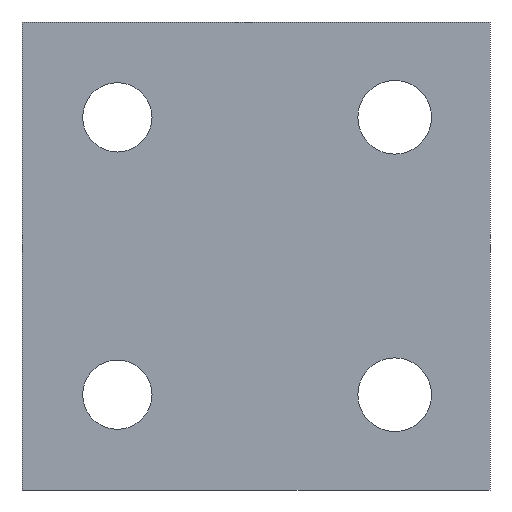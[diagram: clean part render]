
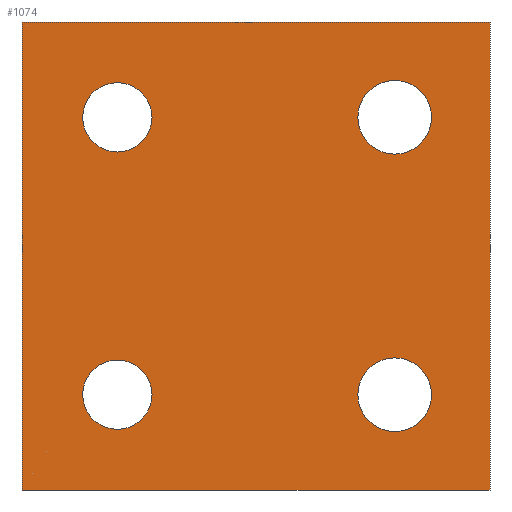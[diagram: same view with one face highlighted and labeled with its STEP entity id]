
A CAD part, front view. The second image highlights one B-rep face of the part: STEP entity #1074.
In plain terms, the highlighted planar face has unit normal (0, -1, 0).
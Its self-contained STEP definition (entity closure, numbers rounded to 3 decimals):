
#764=CARTESIAN_POINT('POINT54',(-1.5,-0.75,-1.));
#765=VERTEX_POINT('VERTEX54',#764);
#772=CARTESIAN_POINT('POINT55',(-1.,-0.75,-1.));
#773=VERTEX_POINT('VERTEX55',#772);
#774=CARTESIAN_POINT('POS80',(-1.25,-0.75,-1.));
#775=DIRECTION('DIR120',(0.,1.,0.));
#776=DIRECTION('DIR121',(1.,0.,0.));
#777=AXIS2_PLACEMENT_3D('AXIS41',#774,#775,#776);
#778=CIRCLE('ELLIPSE21',#777,0.25);
#779=EDGE_CURVE('EDGE78',#773,#765,#778,.T.);
#799=EDGE_CURVE('EDGE80',#765,#773,#778,.T.);
#804=CARTESIAN_POINT('POINT56',(0.485,-0.75,-1.));
#805=VERTEX_POINT('VERTEX56',#804);
#813=CARTESIAN_POINT('POINT57',(1.016,-0.75,-1.));
#814=VERTEX_POINT('VERTEX57',#813);
#821=CARTESIAN_POINT('POS85',(0.75,-0.75,-1.));
#822=DIRECTION('DIR127',(0.,-1.,0.));
#823=DIRECTION('DIR128',(-1.,0.,0.));
#824=AXIS2_PLACEMENT_3D('AXIS43',#821,#822,#823);
#825=CIRCLE('ELLIPSE22',#824,0.266);
#826=EDGE_CURVE('EDGE83',#814,#805,#825,.T.);
#837=EDGE_CURVE('EDGE84',#805,#814,#825,.T.);
#844=CARTESIAN_POINT('POINT58',(0.485,-0.75,1.));
#845=VERTEX_POINT('VERTEX58',#844);
#852=CARTESIAN_POINT('POINT59',(1.016,-0.75,1.));
#853=VERTEX_POINT('VERTEX59',#852);
#854=CARTESIAN_POINT('POS88',(0.75,-0.75,1.));
#855=DIRECTION('DIR132',(0.,1.,0.));
#856=DIRECTION('DIR133',(1.,0.,0.));
#857=AXIS2_PLACEMENT_3D('AXIS45',#854,#855,#856);
#858=CIRCLE('ELLIPSE23',#857,0.266);
#859=EDGE_CURVE('EDGE86',#853,#845,#858,.T.);
#879=EDGE_CURVE('EDGE88',#845,#853,#858,.T.);
#884=CARTESIAN_POINT('POINT60',(-1.938,-0.75,-1.688));
#885=VERTEX_POINT('VERTEX60',#884);
#892=CARTESIAN_POINT('POINT61',(-1.938,-0.75,1.688));
#893=VERTEX_POINT('VERTEX61',#892);
#894=CARTESIAN_POINT('POS92',(-1.938,-0.75,-1.688));
#895=DIRECTION('DIR138',(0.,0.,-1.));
#896=VECTOR('VEC46',#895,1.);
#897=LINE('STRAIGHT46',#894,#896);
#898=EDGE_CURVE('EDGE90',#893,#885,#897,.T.);
#917=CARTESIAN_POINT('POINT62',(1.438,-0.75,1.688));
#918=VERTEX_POINT('VERTEX62',#917);
#919=CARTESIAN_POINT('POS95',(-1.938,-0.75,1.688));
#920=DIRECTION('DIR142',(-1.,0.,0.));
#921=VECTOR('VEC48',#920,1.);
#922=LINE('STRAIGHT48',#919,#921);
#923=EDGE_CURVE('EDGE92',#918,#893,#922,.T.);
#947=CARTESIAN_POINT('POINT63',(1.438,-0.75,-1.688));
#948=VERTEX_POINT('VERTEX63',#947);
#957=CARTESIAN_POINT('POS99',(1.438,-0.75,-1.688));
#958=DIRECTION('DIR147',(0.,0.,-1.));
#959=VECTOR('VEC51',#958,1.);
#960=LINE('STRAIGHT51',#957,#959);
#961=EDGE_CURVE('EDGE95',#918,#948,#960,.T.);
#981=CARTESIAN_POINT('POS101',(-1.938,-0.75,-1.688));
#982=DIRECTION('DIR150',(-1.,0.,0.));
#983=VECTOR('VEC52',#982,1.);
#984=LINE('STRAIGHT52',#981,#983);
#985=EDGE_CURVE('EDGE96',#948,#885,#984,.T.);
#1036=ORIENTED_EDGE('COEDGE189',*,*,#985,.F.);
#1037=ORIENTED_EDGE('COEDGE190',*,*,#961,.F.);
#1038=ORIENTED_EDGE('COEDGE191',*,*,#923,.T.);
#1039=ORIENTED_EDGE('COEDGE192',*,*,#898,.T.);
#1040=EDGE_LOOP('NONE',(#1036,#1037,#1038,#1039));
#1041=FACE_BOUND('LOOP1',#1040,.T.);
#1042=ORIENTED_EDGE('COEDGE193',*,*,#879,.T.);
#1043=ORIENTED_EDGE('COEDGE194',*,*,#859,.T.);
#1044=EDGE_LOOP('NONE',(#1042,#1043));
#1045=FACE_BOUND('LOOP1',#1044,.T.);
#1046=ORIENTED_EDGE('COEDGE195',*,*,#837,.F.);
#1047=ORIENTED_EDGE('COEDGE196',*,*,#826,.F.);
#1048=EDGE_LOOP('NONE',(#1046,#1047));
#1049=FACE_BOUND('LOOP1',#1048,.T.);
#1050=ORIENTED_EDGE('COEDGE197',*,*,#799,.T.);
#1051=ORIENTED_EDGE('COEDGE198',*,*,#779,.T.);
#1052=EDGE_LOOP('NONE',(#1050,#1051));
#1053=FACE_BOUND('LOOP1',#1052,.T.);
#1054=CARTESIAN_POINT('POINT66',(-1.5,-0.75,1.));
#1055=VERTEX_POINT('VERTEX66',#1054);
#1056=CARTESIAN_POINT('POINT67',(-1.,-0.75,1.));
#1057=VERTEX_POINT('VERTEX67',#1056);
#1058=CARTESIAN_POINT('POS107',(-1.25,-0.75,1.));
#1059=DIRECTION('DIR159',(0.,-1.,0.));
#1060=DIRECTION('DIR160',(-1.,0.,0.));
#1061=AXIS2_PLACEMENT_3D('AXIS53',#1058,#1059,#1060);
#1062=CIRCLE('ELLIPSE25',#1061,0.25);
#1063=EDGE_CURVE('EDGE101',#1055,#1057,#1062,.T.);
#1064=ORIENTED_EDGE('COEDGE199',*,*,#1063,.F.);
#1065=EDGE_CURVE('EDGE102',#1057,#1055,#1062,.T.);
#1066=ORIENTED_EDGE('COEDGE200',*,*,#1065,.F.);
#1067=EDGE_LOOP('NONE',(#1064,#1066));
#1068=FACE_BOUND('LOOP1',#1067,.T.);
#1069=CARTESIAN_POINT('POS108',(-1.938,-0.75,-1.688));
#1070=DIRECTION('DIR161',(0.,-1.,0.));
#1071=DIRECTION('DIR162',(1.,0.,0.));
#1072=AXIS2_PLACEMENT_3D('AXIS54',#1069,#1070,#1071);
#1073=PLANE('PLANE15',#1072);
#1074=ADVANCED_FACE('FACE42',(#1041,#1045,#1049,#1053,#1068),#1073,.T.);
